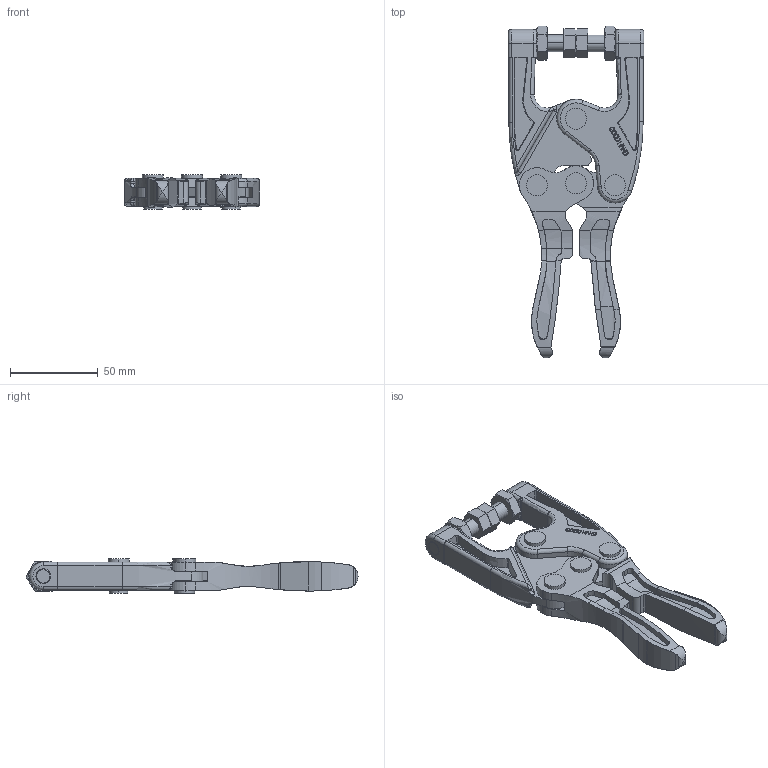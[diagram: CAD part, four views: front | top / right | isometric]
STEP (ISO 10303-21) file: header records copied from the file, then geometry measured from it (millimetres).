
FILE_DESCRIPTION (( 'STEP AP214' ), '1' );
FILE_NAME ('GH-50385(Â²¤Æ).STEP', '2020-07-13T01:01:45', ( 'LinWei' ), ( '' ), 'SwSTEP 2.0', 'SolidWorks 2016', '' );
FILE_SCHEMA (( 'AUTOMOTIVE_DESIGN' ));
Length unit declared in the file: millimetre
Products named in the file (7): Group7^GH-50385(簡化); Group6^GH-50385(簡化); Group3^GH-50385(簡化); GH-50385(簡化); Hex Bolt_AI-1^GH-50385(簡化); 35038501-1^GH-50385(簡化); Group8^GH-50385(簡化)
Assembly tree (6 placements, depth 2):
  GH-50385(簡化)
    Group3^GH-50385(簡化)
    Group6^GH-50385(簡化)
    Group7^GH-50385(簡化)
    Group8^GH-50385(簡化)
    35038501-1^GH-50385(簡化)
    Hex Bolt_AI-1^GH-50385(簡化)
Bounding box: 77.34 x 189.1 x 19.57 mm (x, y, z)
Volume: 99279.9 mm3; surface area: 49778.7 mm2
Topology: 9 solids, 9 shells, 765 faces, 1965 edges, 1244 vertices
Faces by surface type: plane 250, cylinder 208, bspline 202, cone 73, torus 32
Entity records: 35395 total; most frequent: CARTESIAN_POINT 17679, ORIENTED_EDGE 3906, DIRECTION 2951, EDGE_CURVE 1953, VERTEX_POINT 1244, AXIS2_PLACEMENT_3D 1020, LINE 911, VECTOR 911
